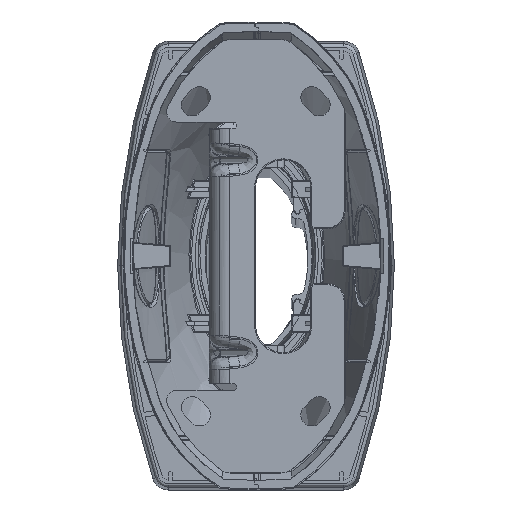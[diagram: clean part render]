
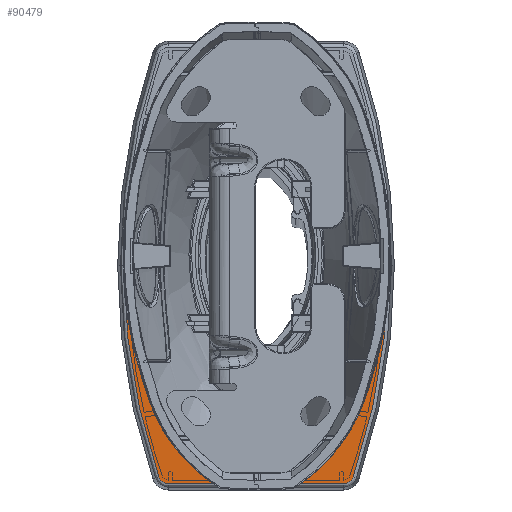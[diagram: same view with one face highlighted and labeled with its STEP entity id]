
A CAD part, top view. The second image highlights one B-rep face of the part: STEP entity #90479.
In plain terms, the highlighted planar face has unit normal (0, 0, 1).
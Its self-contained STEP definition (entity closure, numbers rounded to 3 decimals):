
#90174=AXIS2_PLACEMENT_3D('Circle Axis2P3D',#90172,#90173,$) ;
#90191=AXIS2_PLACEMENT_3D('Circle Axis2P3D',#90189,#90190,$) ;
#90224=AXIS2_PLACEMENT_3D('Circle Axis2P3D',#90222,#90223,$) ;
#90373=AXIS2_PLACEMENT_3D('Circle Axis2P3D',#90371,#90372,$) ;
#90386=AXIS2_PLACEMENT_3D('Plane Axis2P3D',#90383,#90384,#90385) ;
#90414=AXIS2_PLACEMENT_3D('Circle Axis2P3D',#90412,#90413,$) ;
#90428=AXIS2_PLACEMENT_3D('Circle Axis2P3D',#90426,#90427,$) ;
#90138=CARTESIAN_POINT('Vertex',(-434.057,-63.461,-1741.058)) ;
#90145=CARTESIAN_POINT('Vertex',(-383.13,-63.461,-1741.058)) ;
#90148=CARTESIAN_POINT('Line Origine',(-408.593,-63.461,-1741.058)) ;
#90169=CARTESIAN_POINT('Vertex',(-380.326,-61.452,-1741.058)) ;
#90172=CARTESIAN_POINT('Axis2P3D Location',(-383.13,-60.5,-1741.058)) ;
#90189=CARTESIAN_POINT('Axis2P3D Location',(-561.093,-0.05,-1741.058)) ;
#90193=CARTESIAN_POINT('Vertex',(-370.182,-0.05,-1741.058)) ;
#90219=CARTESIAN_POINT('Vertex',(-436.861,-61.452,-1741.058)) ;
#90222=CARTESIAN_POINT('Axis2P3D Location',(-434.057,-60.5,-1741.058)) ;
#90368=CARTESIAN_POINT('Vertex',(-447.005,-0.05,-1741.058)) ;
#90371=CARTESIAN_POINT('Axis2P3D Location',(-256.093,-0.05,-1741.058)) ;
#90383=CARTESIAN_POINT('Axis2P3D Location',(-408.593,-0.05,-1741.058)) ;
#90389=CARTESIAN_POINT('Control Point',(-403.323,-27.693,-1741.058)) ;
#90390=CARTESIAN_POINT('Control Point',(-401.679,-26.495,-1741.058)) ;
#90391=CARTESIAN_POINT('Control Point',(-400.171,-25.112,-1741.058)) ;
#90392=CARTESIAN_POINT('Control Point',(-398.818,-23.575,-1741.058)) ;
#90393=CARTESIAN_POINT('Control Point',(-397.184,-21.323,-1741.058)) ;
#90394=CARTESIAN_POINT('Control Point',(-395.828,-18.909,-1741.058)) ;
#90395=CARTESIAN_POINT('Control Point',(-395.486,-18.255,-1741.058)) ;
#90396=CARTESIAN_POINT('Control Point',(-394.457,-16.146,-1741.058)) ;
#90397=CARTESIAN_POINT('Control Point',(-393.616,-13.954,-1741.058)) ;
#90398=CARTESIAN_POINT('Control Point',(-393.123,-12.421,-1741.058)) ;
#90399=CARTESIAN_POINT('Control Point',(-392.235,-9.076,-1741.058)) ;
#90400=CARTESIAN_POINT('Control Point',(-391.705,-5.656,-1741.058)) ;
#90401=CARTESIAN_POINT('Control Point',(-391.52,-3.813,-1741.058)) ;
#90402=CARTESIAN_POINT('Control Point',(-391.43,-1.951,-1741.058)) ;
#90403=CARTESIAN_POINT('Control Point',(-391.438,-0.09,-1741.058)) ;
#90404=CARTESIAN_POINT('Control Point',(-391.438,-0.077,-1741.058)) ;
#90405=CARTESIAN_POINT('Control Point',(-391.438,-0.063,-1741.058)) ;
#90406=CARTESIAN_POINT('Control Point',(-391.438,-0.05,-1741.058)) ;
#90407=CARTESIAN_POINT('Vertex',(-391.438,-0.05,-1741.058)) ;
#90409=CARTESIAN_POINT('Vertex',(-403.323,-27.693,-1741.058)) ;
#90412=CARTESIAN_POINT('Axis2P3D Location',(-403.975,-26.8,-1741.058)) ;
#90416=CARTESIAN_POINT('Vertex',(-403.975,-27.906,-1741.058)) ;
#90419=CARTESIAN_POINT('Line Origine',(-408.593,-27.906,-1741.058)) ;
#90423=CARTESIAN_POINT('Vertex',(-413.212,-27.906,-1741.058)) ;
#90426=CARTESIAN_POINT('Axis2P3D Location',(-413.212,-26.8,-1741.058)) ;
#90430=CARTESIAN_POINT('Vertex',(-413.863,-27.693,-1741.058)) ;
#90434=CARTESIAN_POINT('Control Point',(-425.749,-0.05,-1741.058)) ;
#90435=CARTESIAN_POINT('Control Point',(-425.749,-0.142,-1741.058)) ;
#90436=CARTESIAN_POINT('Control Point',(-425.75,-0.234,-1741.058)) ;
#90437=CARTESIAN_POINT('Control Point',(-425.75,-0.327,-1741.058)) ;
#90438=CARTESIAN_POINT('Control Point',(-425.744,-2.609,-1741.058)) ;
#90439=CARTESIAN_POINT('Control Point',(-425.591,-4.891,-1741.058)) ;
#90440=CARTESIAN_POINT('Control Point',(-425.309,-7.07,-1741.058)) ;
#90441=CARTESIAN_POINT('Control Point',(-424.52,-11.106,-1741.058)) ;
#90442=CARTESIAN_POINT('Control Point',(-423.212,-15.004,-1741.058)) ;
#90443=CARTESIAN_POINT('Control Point',(-422.483,-16.78,-1741.058)) ;
#90444=CARTESIAN_POINT('Control Point',(-420.723,-20.323,-1741.058)) ;
#90445=CARTESIAN_POINT('Control Point',(-418.4,-23.537,-1741.058)) ;
#90446=CARTESIAN_POINT('Control Point',(-417.049,-25.077,-1741.058)) ;
#90447=CARTESIAN_POINT('Control Point',(-415.536,-26.47,-1741.058)) ;
#90448=CARTESIAN_POINT('Control Point',(-413.886,-27.677,-1741.058)) ;
#90449=CARTESIAN_POINT('Control Point',(-413.878,-27.682,-1741.058)) ;
#90450=CARTESIAN_POINT('Control Point',(-413.871,-27.688,-1741.058)) ;
#90451=CARTESIAN_POINT('Control Point',(-413.863,-27.693,-1741.058)) ;
#90452=CARTESIAN_POINT('Vertex',(-425.749,-0.05,-1741.058)) ;
#90455=CARTESIAN_POINT('Line Origine',(-436.377,-0.05,-1741.058)) ;
#90460=CARTESIAN_POINT('Line Origine',(-380.81,-0.05,-1741.058)) ;
#90149=DIRECTION('Vector Direction',(1.,0.,0.)) ;
#90173=DIRECTION('Axis2P3D Direction',(0.,0.,-1.)) ;
#90190=DIRECTION('Axis2P3D Direction',(0.,0.,-1.)) ;
#90223=DIRECTION('Axis2P3D Direction',(0.,0.,-1.)) ;
#90372=DIRECTION('Axis2P3D Direction',(0.,-0.,-1.)) ;
#90384=DIRECTION('Axis2P3D Direction',(0.,0.,-1.)) ;
#90385=DIRECTION('Axis2P3D XDirection',(1.,0.,0.)) ;
#90413=DIRECTION('Axis2P3D Direction',(0.,0.,-1.)) ;
#90420=DIRECTION('Vector Direction',(-1.,0.,0.)) ;
#90427=DIRECTION('Axis2P3D Direction',(0.,0.,-1.)) ;
#90456=DIRECTION('Vector Direction',(1.,0.,0.)) ;
#90461=DIRECTION('Vector Direction',(1.,0.,0.)) ;
#90150=VECTOR('Line Direction',#90149,1.) ;
#90421=VECTOR('Line Direction',#90420,1.) ;
#90457=VECTOR('Line Direction',#90456,1.) ;
#90462=VECTOR('Line Direction',#90461,1.) ;
#90466=ORIENTED_EDGE('',*,*,#90411,.T.) ;
#90467=ORIENTED_EDGE('',*,*,#90418,.T.) ;
#90468=ORIENTED_EDGE('',*,*,#90425,.T.) ;
#90469=ORIENTED_EDGE('',*,*,#90432,.T.) ;
#90470=ORIENTED_EDGE('',*,*,#90454,.T.) ;
#90471=ORIENTED_EDGE('',*,*,#90459,.F.) ;
#90472=ORIENTED_EDGE('',*,*,#90375,.T.) ;
#90473=ORIENTED_EDGE('',*,*,#90226,.T.) ;
#90474=ORIENTED_EDGE('',*,*,#90152,.T.) ;
#90475=ORIENTED_EDGE('',*,*,#90176,.T.) ;
#90476=ORIENTED_EDGE('',*,*,#90195,.T.) ;
#90477=ORIENTED_EDGE('',*,*,#90464,.F.) ;
#90479=ADVANCED_FACE('D008671_A-MO2.1\\Corps principal',(#90478),#90387,.F.) ;
#90388=B_SPLINE_CURVE_WITH_KNOTS('',5,(#90389,#90390,#90391,#90392,#90393,#90394,#90395,#90396,#90397,#90398,#90399,#90400,#90401,#90402,#90403,#90404,#90405,#90406),.UNSPECIFIED.,.F.,.U.,(6,3,3,3,3,6),(19.58,33.79,38.956,50.233,63.22,63.314),.UNSPECIFIED.) ;
#90433=B_SPLINE_CURVE_WITH_KNOTS('',5,(#90434,#90435,#90436,#90437,#90438,#90439,#90440,#90441,#90442,#90443,#90444,#90445,#90446,#90447,#90448,#90449,#90450,#90451),.UNSPECIFIED.,.F.,.U.,(6,3,3,3,3,6),(13.827,14.475,29.867,43.278,57.494,57.558),.UNSPECIFIED.) ;
#90175=CIRCLE('generated circle',#90174,2.961) ;
#90192=CIRCLE('generated circle',#90191,190.911) ;
#90225=CIRCLE('generated circle',#90224,2.961) ;
#90374=CIRCLE('generated circle',#90373,190.911) ;
#90415=CIRCLE('generated circle',#90414,1.106) ;
#90429=CIRCLE('generated circle',#90428,1.106) ;
#90152=EDGE_CURVE('',#90139,#90146,#90151,.T.) ;
#90176=EDGE_CURVE('',#90146,#90170,#90175,.F.) ;
#90195=EDGE_CURVE('',#90170,#90194,#90192,.F.) ;
#90226=EDGE_CURVE('',#90220,#90139,#90225,.F.) ;
#90375=EDGE_CURVE('',#90369,#90220,#90374,.F.) ;
#90411=EDGE_CURVE('',#90408,#90410,#90388,.F.) ;
#90418=EDGE_CURVE('',#90410,#90417,#90415,.T.) ;
#90425=EDGE_CURVE('',#90417,#90424,#90422,.T.) ;
#90432=EDGE_CURVE('',#90424,#90431,#90429,.T.) ;
#90454=EDGE_CURVE('',#90431,#90453,#90433,.F.) ;
#90459=EDGE_CURVE('',#90369,#90453,#90458,.T.) ;
#90464=EDGE_CURVE('',#90408,#90194,#90463,.T.) ;
#90465=EDGE_LOOP('',(#90466,#90467,#90468,#90469,#90470,#90471,#90472,#90473,#90474,#90475,#90476,#90477)) ;
#90478=FACE_OUTER_BOUND('',#90465,.T.) ;
#90151=LINE('Line',#90148,#90150) ;
#90422=LINE('Line',#90419,#90421) ;
#90458=LINE('Line',#90455,#90457) ;
#90463=LINE('Line',#90460,#90462) ;
#90387=PLANE('',#90386) ;
#90139=VERTEX_POINT('',#90138) ;
#90146=VERTEX_POINT('',#90145) ;
#90170=VERTEX_POINT('',#90169) ;
#90194=VERTEX_POINT('',#90193) ;
#90220=VERTEX_POINT('',#90219) ;
#90369=VERTEX_POINT('',#90368) ;
#90408=VERTEX_POINT('',#90407) ;
#90410=VERTEX_POINT('',#90409) ;
#90417=VERTEX_POINT('',#90416) ;
#90424=VERTEX_POINT('',#90423) ;
#90431=VERTEX_POINT('',#90430) ;
#90453=VERTEX_POINT('',#90452) ;
